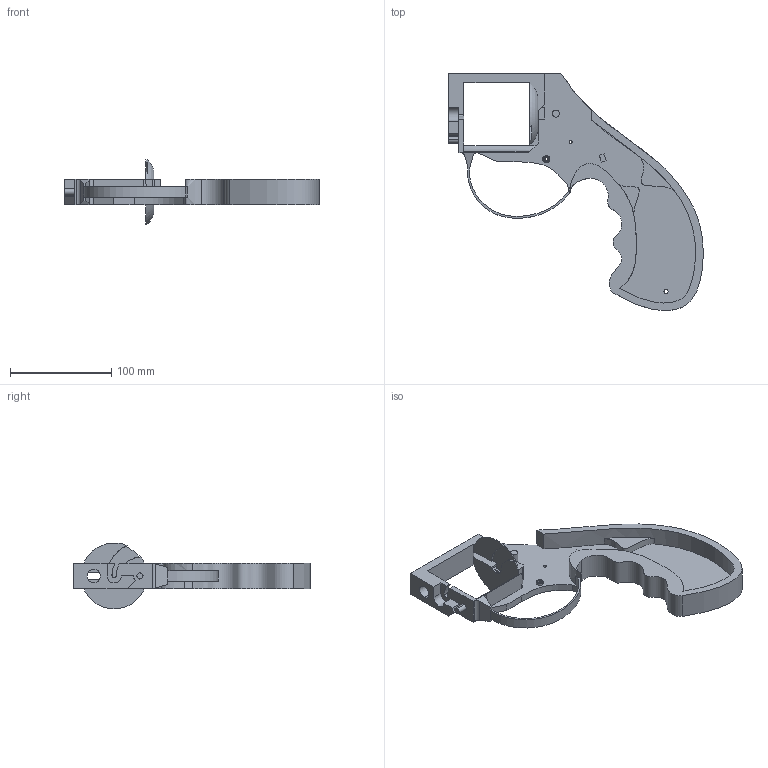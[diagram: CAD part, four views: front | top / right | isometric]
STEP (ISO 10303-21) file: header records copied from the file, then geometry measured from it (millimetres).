
FILE_DESCRIPTION (( 'STEP AP214' ), '1' );
FILE_NAME ('Frame.STEP', '2013-02-06T14:25:54', ( '' ), ( '' ), 'SwSTEP 2.0', 'SolidWorks 2012', '' );
FILE_SCHEMA (( 'AUTOMOTIVE_DESIGN' ));
Length unit declared in the file: millimetre
Products named in the file (1): Frame
Bounding box: 251.14 x 233.61 x 64.92 mm (x, y, z)
Volume: 267296.7 mm3; surface area: 86716.8 mm2
Topology: 1 solids, 1 shells, 132 faces, 372 edges, 244 vertices
Faces by surface type: plane 81, cylinder 34, bspline 14, torus 3
Entity records: 4815 total; most frequent: CARTESIAN_POINT 1406, ORIENTED_EDGE 744, DIRECTION 632, EDGE_CURVE 372, VECTOR 250, LINE 250, VERTEX_POINT 244, AXIS2_PLACEMENT_3D 191
